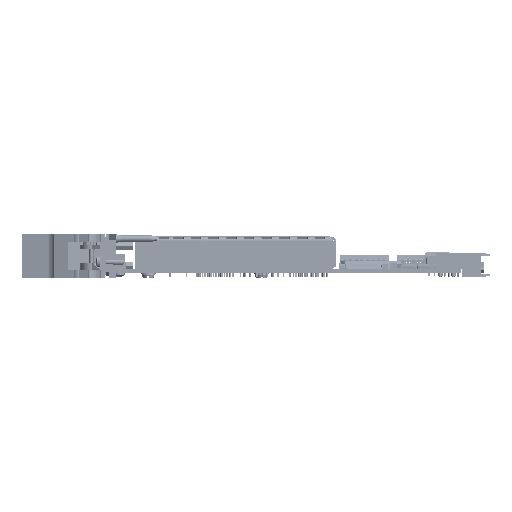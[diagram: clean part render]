
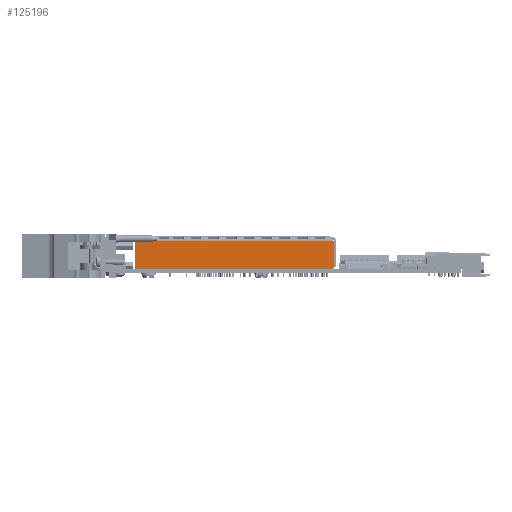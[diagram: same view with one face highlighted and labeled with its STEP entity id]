
A CAD part, front view. The second image highlights one B-rep face of the part: STEP entity #125196.
In plain terms, the highlighted planar face has unit normal (0, -1, 0).
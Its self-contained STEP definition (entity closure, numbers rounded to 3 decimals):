
#4955 = FACE_OUTER_BOUND ( 'NONE', #197986, .T. ) ;
#104147 = CARTESIAN_POINT ( 'NONE',  ( 57.68, 20.594, 76.277 ) ) ;
#104161 = CARTESIAN_POINT ( 'NONE',  ( -32.249, 20.594, 75.277 ) ) ;
#112849 = AXIS2_PLACEMENT_3D ( 'NONE', #261898, #261900, #261903 ) ;
#113343 = AXIS2_PLACEMENT_3D ( 'NONE', #262823, #262825, #262828 ) ;
#125196 = ADVANCED_FACE ( 'NONE', ( #4955 ), #195847, .F. ) ;
#160494 = EDGE_CURVE ( 'NONE', #164886, #171747, #166436, .T. ) ;
#160511 = EDGE_CURVE ( 'NONE', #164167, #164886, #166534, .T. ) ;
#160544 = EDGE_CURVE ( 'NONE', #164167, #164187, #166713, .T. ) ;
#160555 = EDGE_CURVE ( 'NONE', #164187, #171743, #166756, .T. ) ;
#160588 = EDGE_CURVE ( 'NONE', #163408, #171743, #166864, .T. ) ;
#160611 = EDGE_CURVE ( 'NONE', #171747, #163408, #166943, .T. ) ;
#163408 = VERTEX_POINT ( 'NONE', #326789 ) ;
#164167 = VERTEX_POINT ( 'NONE', #335689 ) ;
#164187 = VERTEX_POINT ( 'NONE', #336005 ) ;
#164886 = VERTEX_POINT ( 'NONE', #183193 ) ;
#166436 = CIRCLE ( 'NONE', #112849, 1. ) ;
#166534 = LINE ( 'NONE', #262074, #166538 ) ;
#166538 = VECTOR ( 'NONE', #262078, 1000. ) ;
#166713 = LINE ( 'NONE', #262382, #166716 ) ;
#166716 = VECTOR ( 'NONE', #262384, 1000. ) ;
#166753 = VECTOR ( 'NONE', #262475, 1000. ) ;
#166756 = LINE ( 'NONE', #262474, #166753 ) ;
#166864 = CIRCLE ( 'NONE', #113343, 1. ) ;
#166940 = VECTOR ( 'NONE', #263013, 1000. ) ;
#166943 = LINE ( 'NONE', #263011, #166940 ) ;
#171743 = VERTEX_POINT ( 'NONE', #104147 ) ;
#171747 = VERTEX_POINT ( 'NONE', #104161 ) ;
#174624 = ORIENTED_EDGE ( 'NONE', *, *, #160611, .T. ) ;
#174626 = ORIENTED_EDGE ( 'NONE', *, *, #160588, .T. ) ;
#174628 = ORIENTED_EDGE ( 'NONE', *, *, #160555, .F. ) ;
#174630 = ORIENTED_EDGE ( 'NONE', *, *, #160544, .F. ) ;
#174632 = ORIENTED_EDGE ( 'NONE', *, *, #160511, .T. ) ;
#174634 = ORIENTED_EDGE ( 'NONE', *, *, #160494, .T. ) ;
#183193 = CARTESIAN_POINT ( 'NONE',  ( -33.249, 20.594, 76.277 ) ) ;
#195847 = PLANE ( 'NONE',  #348552 ) ;
#195869 = CARTESIAN_POINT ( 'NONE',  ( -33.249, 20.594, 89.277 ) ) ;
#195872 = DIRECTION ( 'NONE',  ( 0., 1., 0. ) ) ;
#195875 = DIRECTION ( 'NONE',  ( 0., 0., -1. ) ) ;
#197986 = EDGE_LOOP ( 'NONE', ( #174624, #174626, #174628, #174630, #174632, #174634 ) ) ;
#261898 = CARTESIAN_POINT ( 'NONE',  ( -32.249, 20.594, 76.277 ) ) ;
#261900 = DIRECTION ( 'NONE',  ( 0., -1., 0. ) ) ;
#261903 = DIRECTION ( 'NONE',  ( 0., 0., -1. ) ) ;
#262074 = CARTESIAN_POINT ( 'NONE',  ( -33.249, 20.594, 89.277 ) ) ;
#262078 = DIRECTION ( 'NONE',  ( 0., 0., -1. ) ) ;
#262382 = CARTESIAN_POINT ( 'NONE',  ( 58.751, 20.594, 88.277 ) ) ;
#262384 = DIRECTION ( 'NONE',  ( 1., 0., 0. ) ) ;
#262474 = CARTESIAN_POINT ( 'NONE',  ( 57.68, 20.594, 88.277 ) ) ;
#262475 = DIRECTION ( 'NONE',  ( 0., 0., -1. ) ) ;
#262823 = CARTESIAN_POINT ( 'NONE',  ( 56.68, 20.594, 76.277 ) ) ;
#262825 = DIRECTION ( 'NONE',  ( 0., -1., 0. ) ) ;
#262828 = DIRECTION ( 'NONE',  ( 0., 0., -1. ) ) ;
#263011 = CARTESIAN_POINT ( 'NONE',  ( -33.249, 20.594, 75.277 ) ) ;
#263013 = DIRECTION ( 'NONE',  ( 1., 0., 0. ) ) ;
#326789 = CARTESIAN_POINT ( 'NONE',  ( 56.68, 20.594, 75.277 ) ) ;
#335689 = CARTESIAN_POINT ( 'NONE',  ( -33.249, 20.594, 88.277 ) ) ;
#336005 = CARTESIAN_POINT ( 'NONE',  ( 57.68, 20.594, 88.277 ) ) ;
#348552 = AXIS2_PLACEMENT_3D ( 'NONE', #195869, #195872, #195875 ) ;
